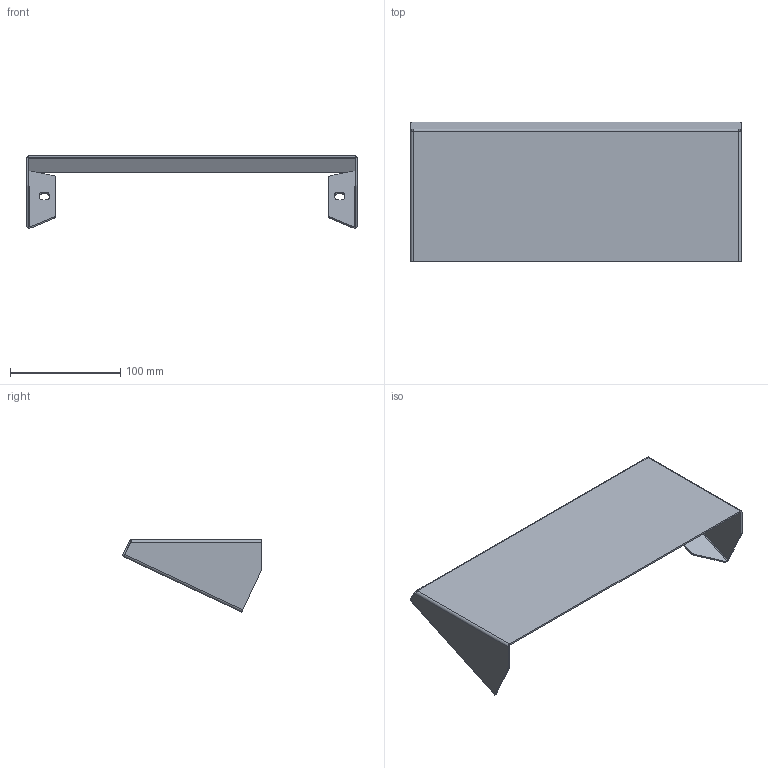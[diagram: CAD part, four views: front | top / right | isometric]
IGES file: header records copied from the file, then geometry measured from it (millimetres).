
Global section: file name: 9-9353; native system: Autodesk Inventor 2018; preprocessor: unknown; author: A.Price; date: 20180725.121522; units: millimetre
Bounding box: 300.8 x 126.8 x 65.52 mm (x, y, z)
Volume: 82438.6 mm3; surface area: 111694.8 mm2
Topology: 1 solids, 1 shells, 74 faces, 180 edges, 108 vertices
Faces by surface type: bspline 74
